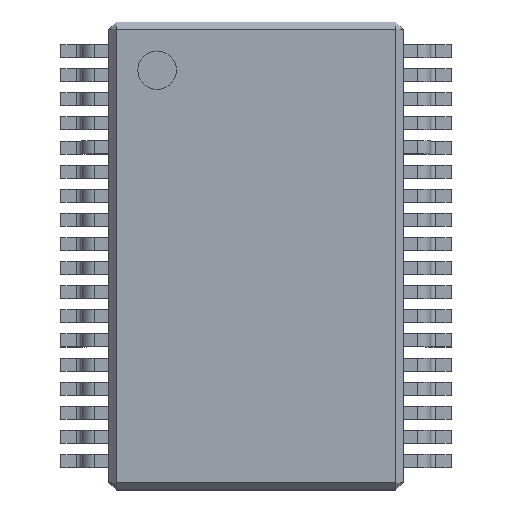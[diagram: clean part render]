
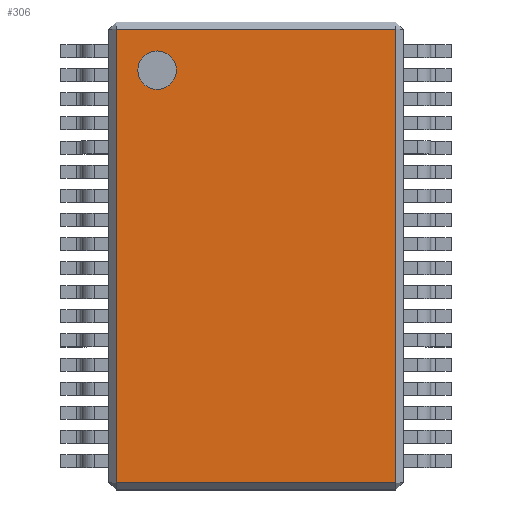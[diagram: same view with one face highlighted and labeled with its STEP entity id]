
A CAD part, top view. The second image highlights one B-rep face of the part: STEP entity #306.
In plain terms, the highlighted planar face has unit normal (0, 0, 1).
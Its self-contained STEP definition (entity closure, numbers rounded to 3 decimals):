
#13=DIRECTION('',(0.,0.,1.));
#14=DIRECTION('',(1.,0.,0.));
#99=VECTOR('',#100,1.);
#100=DIRECTION('',(0.,1.,0.));
#175=VERTEX_POINT('',#176);
#176=CARTESIAN_POINT('',(-2.9,-4.7,2.));
#184=VERTEX_POINT('',#185);
#185=CARTESIAN_POINT('',(-2.9,4.7,2.));
#190=ORIENTED_EDGE('',*,*,#191,.F.);
#191=EDGE_CURVE('',#175,#184,#192,.T.);
#192=LINE('',#193,#99);
#193=CARTESIAN_POINT('',(-2.9,-4.85,2.));
#263=VECTOR('',#14,1.);
#306=ADVANCED_FACE('',(#307,#325),#334,.T.);
#307=FACE_BOUND('',#308,.T.);
#308=EDGE_LOOP('',(#190,#309,#315,#321));
#309=ORIENTED_EDGE('',*,*,#310,.T.);
#310=EDGE_CURVE('',#175,#311,#313,.T.);
#311=VERTEX_POINT('',#312);
#312=CARTESIAN_POINT('',(2.9,-4.7,2.));
#313=LINE('',#314,#263);
#314=CARTESIAN_POINT('',(-3.05,-4.7,2.));
#315=ORIENTED_EDGE('',*,*,#316,.T.);
#316=EDGE_CURVE('',#311,#317,#319,.T.);
#317=VERTEX_POINT('',#318);
#318=CARTESIAN_POINT('',(2.9,4.7,2.));
#319=LINE('',#320,#99);
#320=CARTESIAN_POINT('',(2.9,-4.85,2.));
#321=ORIENTED_EDGE('',*,*,#322,.F.);
#322=EDGE_CURVE('',#184,#317,#323,.T.);
#323=LINE('',#324,#263);
#324=CARTESIAN_POINT('',(-3.05,4.7,2.));
#325=FACE_BOUND('',#326,.T.);
#326=EDGE_LOOP('',(#327));
#327=ORIENTED_EDGE('',*,*,#328,.F.);
#328=EDGE_CURVE('',#329,#329,#331,.T.);
#329=VERTEX_POINT('',#330);
#330=CARTESIAN_POINT('',(-1.65,3.85,2.));
#331=CIRCLE('',#332,0.4);
#332=AXIS2_PLACEMENT_3D('',#333,#13,#14);
#333=CARTESIAN_POINT('',(-2.05,3.85,2.));
#334=PLANE('',#335);
#335=AXIS2_PLACEMENT_3D('',#336,#13,#14);
#336=CARTESIAN_POINT('',(-3.05,-4.85,2.));
